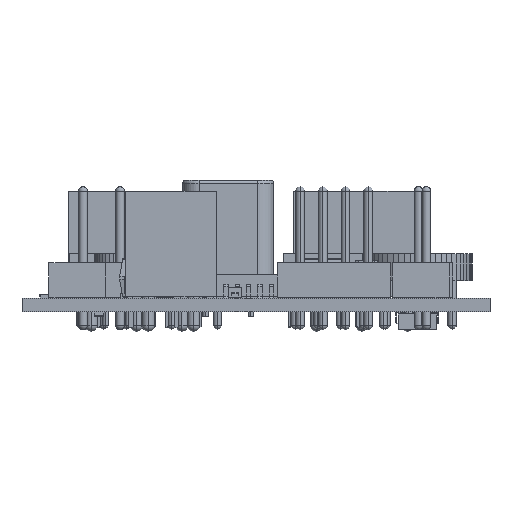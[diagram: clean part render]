
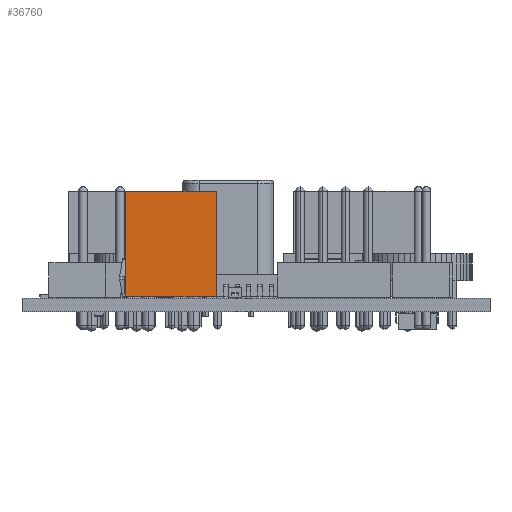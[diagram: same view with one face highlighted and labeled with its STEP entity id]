
A CAD part, front view. The second image highlights one B-rep face of the part: STEP entity #36760.
In plain terms, the highlighted face is planar.
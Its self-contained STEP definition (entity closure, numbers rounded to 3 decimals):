
#36760 = ADVANCED_FACE('',(#36761),#36795,.F.);
#36761 = FACE_BOUND('',#36762,.F.);
#36762 = EDGE_LOOP('',(#36763,#36773,#36781,#36789));
#36763 = ORIENTED_EDGE('',*,*,#36764,.T.);
#36764 = EDGE_CURVE('',#36765,#36767,#36769,.T.);
#36765 = VERTEX_POINT('',#36766);
#36766 = CARTESIAN_POINT('',(7.62,5.08,0.2));
#36767 = VERTEX_POINT('',#36768);
#36768 = CARTESIAN_POINT('',(7.62,5.08,12.));
#36769 = LINE('',#36770,#36771);
#36770 = CARTESIAN_POINT('',(7.62,5.08,0.2));
#36771 = VECTOR('',#36772,1.);
#36772 = DIRECTION('',(0.,0.,1.));
#36773 = ORIENTED_EDGE('',*,*,#36774,.T.);
#36774 = EDGE_CURVE('',#36767,#36775,#36777,.T.);
#36775 = VERTEX_POINT('',#36776);
#36776 = CARTESIAN_POINT('',(-2.54,5.08,12.));
#36777 = LINE('',#36778,#36779);
#36778 = CARTESIAN_POINT('',(7.62,5.08,12.));
#36779 = VECTOR('',#36780,1.);
#36780 = DIRECTION('',(-1.,0.,0.));
#36781 = ORIENTED_EDGE('',*,*,#36782,.F.);
#36782 = EDGE_CURVE('',#36783,#36775,#36785,.T.);
#36783 = VERTEX_POINT('',#36784);
#36784 = CARTESIAN_POINT('',(-2.54,5.08,0.2));
#36785 = LINE('',#36786,#36787);
#36786 = CARTESIAN_POINT('',(-2.54,5.08,0.2));
#36787 = VECTOR('',#36788,1.);
#36788 = DIRECTION('',(0.,0.,1.));
#36789 = ORIENTED_EDGE('',*,*,#36790,.F.);
#36790 = EDGE_CURVE('',#36765,#36783,#36791,.T.);
#36791 = LINE('',#36792,#36793);
#36792 = CARTESIAN_POINT('',(7.62,5.08,0.2));
#36793 = VECTOR('',#36794,1.);
#36794 = DIRECTION('',(-1.,0.,0.));
#36795 = PLANE('',#36796);
#36796 = AXIS2_PLACEMENT_3D('',#36797,#36798,#36799);
#36797 = CARTESIAN_POINT('',(7.62,5.08,0.2));
#36798 = DIRECTION('',(0.,-1.,0.));
#36799 = DIRECTION('',(-1.,0.,0.));
